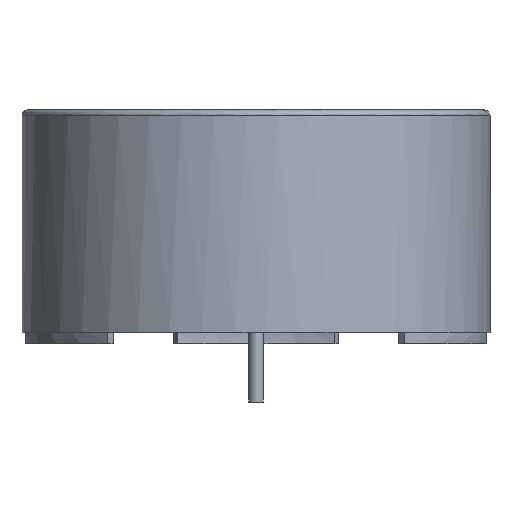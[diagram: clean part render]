
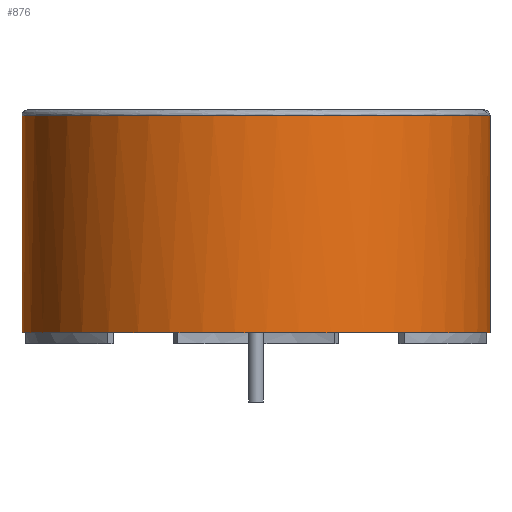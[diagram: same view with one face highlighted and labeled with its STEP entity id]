
A CAD part, front view. The second image highlights one B-rep face of the part: STEP entity #876.
In plain terms, the highlighted free-form (B-spline) face has degree [1, 2] with [2, 9] control points.
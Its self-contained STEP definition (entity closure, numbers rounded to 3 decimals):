
#93=(
BOUNDED_CURVE()
B_SPLINE_CURVE(2,(#9269,#9270,#9271,#9272,#9273),.UNSPECIFIED.,.F.,.F.)
B_SPLINE_CURVE_WITH_KNOTS((3,2,3),(-39.27,-19.635,0.),
 .UNSPECIFIED.)
CURVE()
GEOMETRIC_REPRESENTATION_ITEM()
RATIONAL_B_SPLINE_CURVE((1.,0.707,1.,0.707,1.))
REPRESENTATION_ITEM('')
);
#94=(
BOUNDED_CURVE()
B_SPLINE_CURVE(2,(#9274,#9275,#9276,#9277,#9278),.UNSPECIFIED.,.F.,.F.)
B_SPLINE_CURVE_WITH_KNOTS((3,2,3),(-39.27,-19.635,0.),
 .UNSPECIFIED.)
CURVE()
GEOMETRIC_REPRESENTATION_ITEM()
RATIONAL_B_SPLINE_CURVE((1.,0.707,1.,0.707,1.))
REPRESENTATION_ITEM('')
);
#101=(
BOUNDED_CURVE()
B_SPLINE_CURVE(2,(#9333,#9334,#9335,#9336,#9337),.UNSPECIFIED.,.F.,.F.)
B_SPLINE_CURVE_WITH_KNOTS((3,2,3),(0.,19.635,39.27),
 .UNSPECIFIED.)
CURVE()
GEOMETRIC_REPRESENTATION_ITEM()
RATIONAL_B_SPLINE_CURVE((1.,0.707,1.,0.707,1.))
REPRESENTATION_ITEM('')
);
#102=(
BOUNDED_CURVE()
B_SPLINE_CURVE(2,(#9338,#9339,#9340,#9341,#9342),.UNSPECIFIED.,.F.,.F.)
B_SPLINE_CURVE_WITH_KNOTS((3,2,3),(0.,19.635,39.27),
 .UNSPECIFIED.)
CURVE()
GEOMETRIC_REPRESENTATION_ITEM()
RATIONAL_B_SPLINE_CURVE((1.,0.707,1.,0.707,1.))
REPRESENTATION_ITEM('')
);
#295=(
BOUNDED_SURFACE()
B_SPLINE_SURFACE(1,2,((#9178,#9179,#9180,#9181,#9182,#9183,#9184,#9185,#9186),
(#9187,#9188,#9189,#9190,#9191,#9192,#9193,#9194,#9195)),.UNSPECIFIED.,.F.,
 .F.,.F.)
B_SPLINE_SURFACE_WITH_KNOTS((2,2),(3,2,2,2,3),(0.,11.6),(-78.54,
-58.905,-39.27,-19.635,0.),.UNSPECIFIED.)
GEOMETRIC_REPRESENTATION_ITEM()
RATIONAL_B_SPLINE_SURFACE(((1.,0.707,1.,0.707,1.,
0.707,1.,0.707,1.),(1.,0.707,1.,0.707,
1.,0.707,1.,0.707,1.)))
REPRESENTATION_ITEM('')
SURFACE()
);
#297=(
BOUNDED_SURFACE()
B_SPLINE_SURFACE(1,2,((#9215,#9216,#9217,#9218,#9219,#9220,#9221,#9222,#9223),
(#9224,#9225,#9226,#9227,#9228,#9229,#9230,#9231,#9232)),.UNSPECIFIED.,.F.,
 .F.,.F.)
B_SPLINE_SURFACE_WITH_KNOTS((2,2),(3,2,2,2,3),(0.,11.6),(-78.54,
-58.905,-39.27,-19.635,0.),.UNSPECIFIED.)
GEOMETRIC_REPRESENTATION_ITEM()
RATIONAL_B_SPLINE_SURFACE(((1.,0.707,1.,0.707,1.,
0.707,1.,0.707,1.),(1.,0.707,1.,0.707,
1.,0.707,1.,0.707,1.)))
REPRESENTATION_ITEM('')
SURFACE()
);
#876=ADVANCED_FACE('',(#1046),#297,.T.);
#1046=FACE_OUTER_BOUND('',#1206,.T.);
#1206=EDGE_LOOP('',(#1651,#1652,#1653,#1654));
#1651=ORIENTED_EDGE('',*,*,#3865,.F.);
#1652=ORIENTED_EDGE('',*,*,#3869,.F.);
#1653=ORIENTED_EDGE('',*,*,#3863,.F.);
#1654=ORIENTED_EDGE('',*,*,#3860,.F.);
#2299=PCURVE('',#5349,#2962);
#2303=PCURVE('',#295,#2966);
#2305=PCURVE('',#295,#2968);
#2310=PCURVE('',#5350,#2973);
#2314=PCURVE('',#297,#2977);
#2315=PCURVE('',#297,#2978);
#2316=PCURVE('',#297,#2979);
#2317=PCURVE('',#297,#2980);
#2962=DEFINITIONAL_REPRESENTATION('',(#94),#11867);
#2966=DEFINITIONAL_REPRESENTATION('',(#4605),#11867);
#2968=DEFINITIONAL_REPRESENTATION('',(#4608),#11867);
#2973=DEFINITIONAL_REPRESENTATION('',(#102),#11867);
#2977=DEFINITIONAL_REPRESENTATION('',(#4615),#11867);
#2978=DEFINITIONAL_REPRESENTATION('',(#4616),#11867);
#2979=DEFINITIONAL_REPRESENTATION('',(#4617),#11867);
#2980=DEFINITIONAL_REPRESENTATION('',(#4618),#11867);
#3450=SURFACE_CURVE('',#93,(#2299,#2317),.PCURVE_S1.);
#3453=SURFACE_CURVE('',#4604,(#2303,#2316),.PCURVE_S1.);
#3455=SURFACE_CURVE('',#4607,(#2305,#2314),.PCURVE_S1.);
#3459=SURFACE_CURVE('',#101,(#2310,#2315),.PCURVE_S1.);
#3860=EDGE_CURVE('',#5081,#5077,#3450,.T.);
#3863=EDGE_CURVE('',#5077,#5079,#3453,.T.);
#3865=EDGE_CURVE('',#5082,#5081,#3455,.T.);
#3869=EDGE_CURVE('',#5079,#5082,#3459,.T.);
#4604=B_SPLINE_CURVE_WITH_KNOTS('',1,(#9301,#9302),.UNSPECIFIED.,.F.,.F.,
(2,2),(0.,11.6),.UNSPECIFIED.);
#4605=B_SPLINE_CURVE_WITH_KNOTS('',1,(#9303,#9304),.UNSPECIFIED.,.F.,.F.,
(2,2),(0.,11.6),.UNSPECIFIED.);
#4607=B_SPLINE_CURVE_WITH_KNOTS('',1,(#9312,#9313),.UNSPECIFIED.,.F.,.F.,
(2,2),(-11.6,0.),.UNSPECIFIED.);
#4608=B_SPLINE_CURVE_WITH_KNOTS('',1,(#9314,#9315),.UNSPECIFIED.,.F.,.F.,
(2,2),(-11.6,0.),.UNSPECIFIED.);
#4615=B_SPLINE_CURVE_WITH_KNOTS('',1,(#9363,#9364),.UNSPECIFIED.,.F.,.F.,
(2,2),(-11.6,0.),.UNSPECIFIED.);
#4616=B_SPLINE_CURVE_WITH_KNOTS('',1,(#9365,#9366),.UNSPECIFIED.,.F.,.F.,
(2,2),(0.,39.27),.UNSPECIFIED.);
#4617=B_SPLINE_CURVE_WITH_KNOTS('',1,(#9367,#9368),.UNSPECIFIED.,.F.,.F.,
(2,2),(0.,11.6),.UNSPECIFIED.);
#4618=B_SPLINE_CURVE_WITH_KNOTS('',1,(#9369,#9370),.UNSPECIFIED.,.F.,.F.,
(2,2),(-39.27,0.),.UNSPECIFIED.);
#5077=VERTEX_POINT('',#9251);
#5079=VERTEX_POINT('',#9253);
#5081=VERTEX_POINT('',#9255);
#5082=VERTEX_POINT('',#9256);
#5349=PLANE('',#5420);
#5350=PLANE('',#5421);
#5420=AXIS2_PLACEMENT_3D('',#9177,#5475,$);
#5421=AXIS2_PLACEMENT_3D('',#9214,#5476,$);
#5475=DIRECTION('',(0.,0.,1.));
#5476=DIRECTION('',(0.,0.,-1.));
#9177=CARTESIAN_POINT('',(-12.5,12.4,12.2));
#9178=CARTESIAN_POINT('',(12.5,-0.1,12.2));
#9179=CARTESIAN_POINT('',(12.5,12.4,12.2));
#9180=CARTESIAN_POINT('',(0.,12.4,12.2));
#9181=CARTESIAN_POINT('',(-12.5,12.4,12.2));
#9182=CARTESIAN_POINT('',(-12.5,-0.1,12.2));
#9183=CARTESIAN_POINT('',(-12.5,-12.6,12.2));
#9184=CARTESIAN_POINT('',(0.,-12.6,12.2));
#9185=CARTESIAN_POINT('',(12.5,-12.6,12.2));
#9186=CARTESIAN_POINT('',(12.5,-0.1,12.2));
#9187=CARTESIAN_POINT('',(12.5,-0.1,0.6));
#9188=CARTESIAN_POINT('',(12.5,12.4,0.6));
#9189=CARTESIAN_POINT('',(0.,12.4,0.6));
#9190=CARTESIAN_POINT('',(-12.5,12.4,0.6));
#9191=CARTESIAN_POINT('',(-12.5,-0.1,0.6));
#9192=CARTESIAN_POINT('',(-12.5,-12.6,0.6));
#9193=CARTESIAN_POINT('',(0.,-12.6,0.6));
#9194=CARTESIAN_POINT('',(12.5,-12.6,0.6));
#9195=CARTESIAN_POINT('',(12.5,-0.1,0.6));
#9214=CARTESIAN_POINT('',(-12.5,12.4,0.6));
#9215=CARTESIAN_POINT('',(12.5,-0.1,12.2));
#9216=CARTESIAN_POINT('',(12.5,12.4,12.2));
#9217=CARTESIAN_POINT('',(0.,12.4,12.2));
#9218=CARTESIAN_POINT('',(-12.5,12.4,12.2));
#9219=CARTESIAN_POINT('',(-12.5,-0.1,12.2));
#9220=CARTESIAN_POINT('',(-12.5,-12.6,12.2));
#9221=CARTESIAN_POINT('',(0.,-12.6,12.2));
#9222=CARTESIAN_POINT('',(12.5,-12.6,12.2));
#9223=CARTESIAN_POINT('',(12.5,-0.1,12.2));
#9224=CARTESIAN_POINT('',(12.5,-0.1,0.6));
#9225=CARTESIAN_POINT('',(12.5,12.4,0.6));
#9226=CARTESIAN_POINT('',(0.,12.4,0.6));
#9227=CARTESIAN_POINT('',(-12.5,12.4,0.6));
#9228=CARTESIAN_POINT('',(-12.5,-0.1,0.6));
#9229=CARTESIAN_POINT('',(-12.5,-12.6,0.6));
#9230=CARTESIAN_POINT('',(0.,-12.6,0.6));
#9231=CARTESIAN_POINT('',(12.5,-12.6,0.6));
#9232=CARTESIAN_POINT('',(12.5,-0.1,0.6));
#9251=CARTESIAN_POINT('',(12.5,-0.1,12.2));
#9253=CARTESIAN_POINT('',(12.5,-0.1,0.6));
#9255=CARTESIAN_POINT('',(-12.5,-0.1,12.2));
#9256=CARTESIAN_POINT('',(-12.5,-0.1,0.6));
#9269=CARTESIAN_POINT('',(-12.5,-0.1,12.2));
#9270=CARTESIAN_POINT('',(-12.5,-12.6,12.2));
#9271=CARTESIAN_POINT('',(0.,-12.6,12.2));
#9272=CARTESIAN_POINT('',(12.5,-12.6,12.2));
#9273=CARTESIAN_POINT('',(12.5,-0.1,12.2));
#9274=CARTESIAN_POINT('',(0.,-25.));
#9275=CARTESIAN_POINT('',(12.5,-25.));
#9276=CARTESIAN_POINT('',(12.5,-12.5));
#9277=CARTESIAN_POINT('',(12.5,0.));
#9278=CARTESIAN_POINT('',(0.,0.));
#9301=CARTESIAN_POINT('',(12.5,-0.1,12.2));
#9302=CARTESIAN_POINT('',(12.5,-0.1,0.6));
#9303=CARTESIAN_POINT('',(0.,-78.54));
#9304=CARTESIAN_POINT('',(11.6,-78.54));
#9312=CARTESIAN_POINT('',(-12.5,-0.1,0.6));
#9313=CARTESIAN_POINT('',(-12.5,-0.1,12.2));
#9314=CARTESIAN_POINT('',(11.6,-39.27));
#9315=CARTESIAN_POINT('',(0.,-39.27));
#9333=CARTESIAN_POINT('',(12.5,-0.1,0.6));
#9334=CARTESIAN_POINT('',(12.5,-12.6,0.6));
#9335=CARTESIAN_POINT('',(0.,-12.6,0.6));
#9336=CARTESIAN_POINT('',(-12.5,-12.6,0.6));
#9337=CARTESIAN_POINT('',(-12.5,-0.1,0.6));
#9338=CARTESIAN_POINT('',(0.,0.));
#9339=CARTESIAN_POINT('',(0.,12.5));
#9340=CARTESIAN_POINT('',(-12.5,12.5));
#9341=CARTESIAN_POINT('',(-25.,12.5));
#9342=CARTESIAN_POINT('',(-25.,0.));
#9363=CARTESIAN_POINT('',(11.6,-39.27));
#9364=CARTESIAN_POINT('',(0.,-39.27));
#9365=CARTESIAN_POINT('',(11.6,0.));
#9366=CARTESIAN_POINT('',(11.6,-39.27));
#9367=CARTESIAN_POINT('',(0.,0.));
#9368=CARTESIAN_POINT('',(11.6,0.));
#9369=CARTESIAN_POINT('',(0.,-39.27));
#9370=CARTESIAN_POINT('',(0.,0.));
#11867=(
GEOMETRIC_REPRESENTATION_CONTEXT(2)
PARAMETRIC_REPRESENTATION_CONTEXT()
REPRESENTATION_CONTEXT('pspace','')
);
